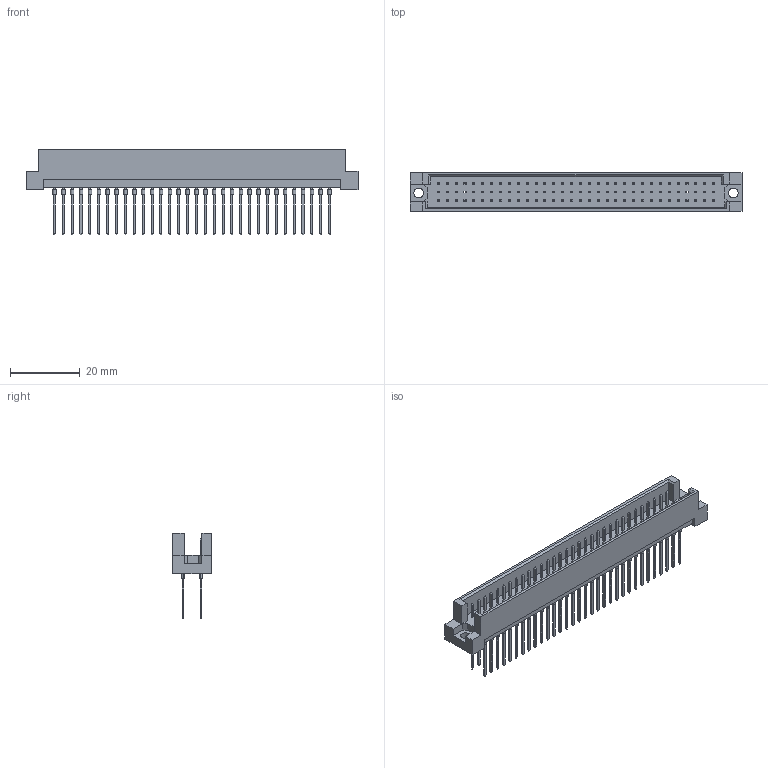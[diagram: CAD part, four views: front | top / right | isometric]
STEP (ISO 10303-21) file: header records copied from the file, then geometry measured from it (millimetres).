
FILE_DESCRIPTION (( 'STEP AP203' ), '1' );
FILE_NAME ('493-164-280-611.STEP', '2019-11-11T21:46:30', ( '' ), ( '' ), 'SwSTEP 2.0', 'SolidWorks 2020', '' );
FILE_SCHEMA (( 'CONFIG_CONTROL_DESIGN' ));
Length unit declared in the file: millimetre
Products named in the file (3): 493-290_80; 493-164-280-611; 493 Part_96
Assembly tree (65 placements, depth 2):
  493-164-280-611
    493 Part_96
    493-290_80  x64
Bounding box: 95 x 11.1 x 24.6 mm (x, y, z)
Volume: 6139.8 mm3; surface area: 9840.5 mm2
Topology: 65 solids, 65 shells, 1844 faces, 4242 edges, 2656 vertices
Faces by surface type: plane 1712, cylinder 132
Entity records: 17597 total; most frequent: CARTESIAN_POINT 2762, ORIENTED_EDGE 2688, DIRECTION 2408, EDGE_CURVE 1344, LINE 1332, VECTOR 1332, VERTEX_POINT 892, EDGE_LOOP 656
